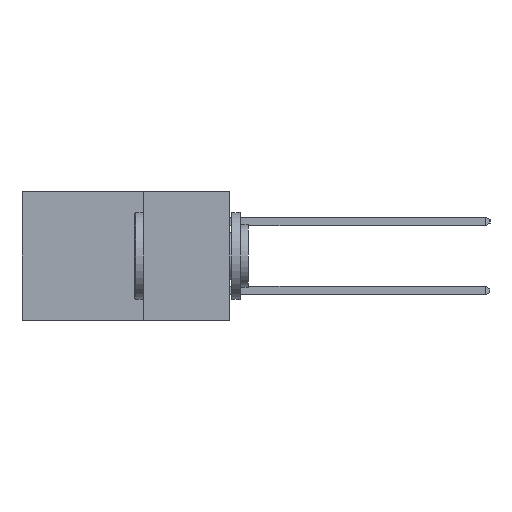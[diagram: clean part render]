
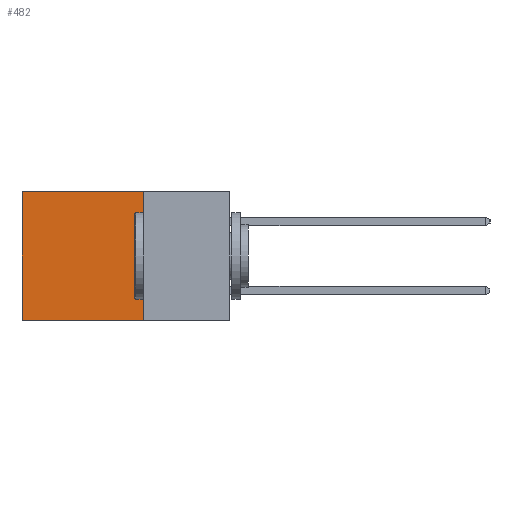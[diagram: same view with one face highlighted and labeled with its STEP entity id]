
A CAD part, left-side view. The second image highlights one B-rep face of the part: STEP entity #482.
In plain terms, the highlighted planar face has unit normal (-1, 0, 0).
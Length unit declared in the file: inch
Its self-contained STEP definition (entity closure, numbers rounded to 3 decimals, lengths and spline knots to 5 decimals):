
#482 = ADVANCED_FACE ( 'NONE', ( #8969 ), #21017, .F. ) ;
#1358 = CARTESIAN_POINT ( 'NONE',  ( 0.298, 0.6, 0. ) ) ;
#1727 = DIRECTION ( 'NONE',  ( 0., 0., -1. ) ) ;
#3184 = DIRECTION ( 'NONE',  ( 0., 0., -1. ) ) ;
#3524 = DIRECTION ( 'NONE',  ( 0., 0., -1. ) ) ;
#3669 = CARTESIAN_POINT ( 'NONE',  ( 0.298, 0.25, -0.37 ) ) ;
#3697 = CARTESIAN_POINT ( 'NONE',  ( 0.298, 0.6, 0. ) ) ;
#4335 = VECTOR ( 'NONE', #19128, 39.37008 ) ;
#4459 = ORIENTED_EDGE ( 'NONE', *, *, #4663, .F. ) ;
#4663 = EDGE_CURVE ( 'NONE', #9589, #13338, #20233, .T. ) ;
#8698 = ORIENTED_EDGE ( 'NONE', *, *, #21578, .T. ) ;
#8969 = FACE_OUTER_BOUND ( 'NONE', #18822, .T. ) ;
#9244 = CARTESIAN_POINT ( 'NONE',  ( 0.298, 0.25, 0. ) ) ;
#9425 = VERTEX_POINT ( 'NONE', #20217 ) ;
#9589 = VERTEX_POINT ( 'NONE', #17178 ) ;
#10297 = VECTOR ( 'NONE', #3184, 39.37008 ) ;
#10464 = CARTESIAN_POINT ( 'NONE',  ( 0.298, 0.25, -0.37 ) ) ;
#11212 = AXIS2_PLACEMENT_3D ( 'NONE', #9244, #16420, #3524 ) ;
#11902 = EDGE_CURVE ( 'NONE', #9589, #12736, #14353, .T. ) ;
#12241 = DIRECTION ( 'NONE',  ( 0., 1., 0. ) ) ;
#12736 = VERTEX_POINT ( 'NONE', #3697 ) ;
#13263 = EDGE_CURVE ( 'NONE', #13338, #9425, #18343, .T. ) ;
#13338 = VERTEX_POINT ( 'NONE', #3669 ) ;
#13767 = VECTOR ( 'NONE', #12241, 39.37008 ) ;
#14353 = LINE ( 'NONE', #22480, #4335 ) ;
#14485 = LINE ( 'NONE', #1358, #10297 ) ;
#15173 = VECTOR ( 'NONE', #1727, 39.37008 ) ;
#16420 = DIRECTION ( 'NONE',  ( 1., 0., 0. ) ) ;
#16536 = ORIENTED_EDGE ( 'NONE', *, *, #11902, .T. ) ;
#17178 = CARTESIAN_POINT ( 'NONE',  ( 0.298, 0.25, 0. ) ) ;
#18343 = LINE ( 'NONE', #10464, #13767 ) ;
#18822 = EDGE_LOOP ( 'NONE', ( #8698, #19664, #4459, #16536 ) ) ;
#19128 = DIRECTION ( 'NONE',  ( 0., 1., 0. ) ) ;
#19664 = ORIENTED_EDGE ( 'NONE', *, *, #13263, .F. ) ;
#20217 = CARTESIAN_POINT ( 'NONE',  ( 0.298, 0.6, -0.37 ) ) ;
#20233 = LINE ( 'NONE', #20691, #15173 ) ;
#20691 = CARTESIAN_POINT ( 'NONE',  ( 0.298, 0.25, 0. ) ) ;
#21017 = PLANE ( 'NONE',  #11212 ) ;
#21578 = EDGE_CURVE ( 'NONE', #12736, #9425, #14485, .T. ) ;
#22480 = CARTESIAN_POINT ( 'NONE',  ( 0.298, 0.25, 0. ) ) ;
